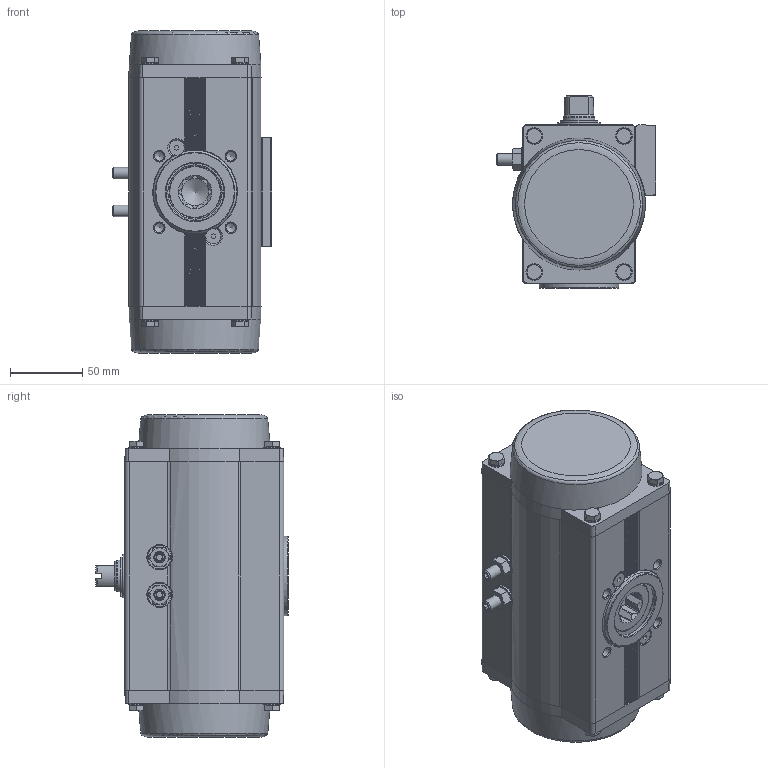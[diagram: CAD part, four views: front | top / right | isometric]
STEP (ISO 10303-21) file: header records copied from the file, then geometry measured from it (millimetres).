
FILE_DESCRIPTION(/* description */ ('STEP AP214'),/* implementation_level */ '2;1');
FILE_NAME(/* name */ '8102810_DFPD-80-RP-90-RS45-F07-R3-C',/* time_stamp */ '2024-08-15T18:47:52+02:00',/* author */ ('License CC BY-ND 4.0'),/* organization */ ('CADENAS'),/* preprocessor_version */ 'ST-DEVELOPER v19.3',/* originating_system */ 'PARTsolutions',/* authorisation */ ' ');
FILE_SCHEMA (('AP203_CONFIGURATION_CONTROLLED_3D_DESIGN_OF_MECHANICAL_PARTS_AND_ASSEMBLIES_MIM_LF { 1 0 10303 203 3 1 4 }','FEATURE_BASED_PROCESS_PLANNING','AUTOMOTIVE_DESIGN {1 0 10303 214 3 1 1}'));
Length unit declared in the file: millimetre
Products named in the file (7): 8102810 DFPD-80-RP-90-RS45-F07-R3-C---(0); 8042187 DFPD-80-90-RS-F07-C-----(housing); 8042187 DFPD-80(F04_0)---(shaft); 3639455 SCHEIBE 8.2X16X1.5-1.4301; DIN 934 - M8(F); 5087181 DFPD-60/80/120-C--(adj); 8101071 DFPD-CTR-F07--(ctr)
Assembly tree (9 placements, depth 2):
  8102810 DFPD-80-RP-90-RS45-F07-R3-C---(0)
    8042187 DFPD-80-90-RS-F07-C-----(housing)
    8042187 DFPD-80(F04_0)---(shaft)
    3639455 SCHEIBE 8.2X16X1.5-1.4301  x2
    DIN 934 - M8(F)  x2
    5087181 DFPD-60/80/120-C--(adj)  x2
    8101071 DFPD-CTR-F07--(ctr)
Bounding box: 110.2 x 133 x 223.1 mm (x, y, z)
Volume: 1926486.3 mm3; surface area: 146791.9 mm2
Topology: 9 solids, 9 shells, 661 faces, 1555 edges, 971 vertices
Faces by surface type: plane 338, cylinder 141, cone 140, torus 40, sphere 2
Full cylindrical faces by diameter (mm): 2 x2, 4.134 x8, 4.917 x1, 5 x2, 6.647 x8, 8 x2, 8.2 x2, 8.5 x2, 8.566 x2, 10 x2, 10.57 x2, 11.5 x8, 13 x2, 16 x2, 17.2 x2, 22 x3, 24 x1, 26 x2, 26.3 x1, 30 x2, 31 x1, 35.5 x2, 36 x2, 40 x1, 46 x1, 55 x1, 58 x2
Entity records: 17502 total; most frequent: CARTESIAN_POINT 3664, DIRECTION 2824, ORIENTED_EDGE 2614, EDGE_CURVE 1307, AXIS2_PLACEMENT_3D 1123, VERTEX_POINT 905, FACE_BOUND 862, EDGE_LOOP 852
